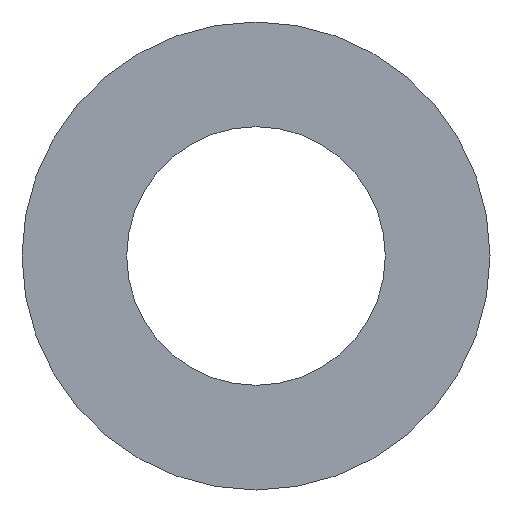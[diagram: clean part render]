
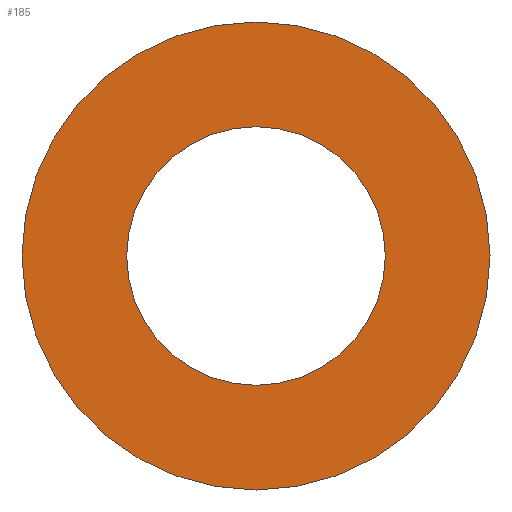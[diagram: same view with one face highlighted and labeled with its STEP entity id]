
A CAD part, front view. The second image highlights one B-rep face of the part: STEP entity #185.
In plain terms, the highlighted planar face has unit normal (0, -1, 0).
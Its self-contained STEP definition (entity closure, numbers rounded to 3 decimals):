
#2 = AXIS2_PLACEMENT_3D ( 'NONE', #174, #40, #139 ) ;
#22 = AXIS2_PLACEMENT_3D ( 'NONE', #35, #76, #136 ) ;
#24 = CARTESIAN_POINT ( 'NONE',  ( 0., 0., -21. ) ) ;
#27 = ORIENTED_EDGE ( 'NONE', *, *, #199, .F. ) ;
#34 = CARTESIAN_POINT ( 'NONE',  ( 0., 0., 0. ) ) ;
#35 = CARTESIAN_POINT ( 'NONE',  ( 0., 0., 0. ) ) ;
#40 = DIRECTION ( 'NONE',  ( 0., 1., 0. ) ) ;
#42 = EDGE_CURVE ( 'NONE', #88, #114, #183, .T. ) ;
#47 = CIRCLE ( 'NONE', #2, 38. ) ;
#52 = CARTESIAN_POINT ( 'NONE',  ( 0., 0., 0. ) ) ;
#54 = EDGE_LOOP ( 'NONE', ( #131, #196 ) ) ;
#58 = CIRCLE ( 'NONE', #22, 21. ) ;
#59 = CARTESIAN_POINT ( 'NONE',  ( 0., 0., 38. ) ) ;
#75 = DIRECTION ( 'NONE',  ( 0., 1., 0. ) ) ;
#76 = DIRECTION ( 'NONE',  ( 0., 1., 0. ) ) ;
#81 = AXIS2_PLACEMENT_3D ( 'NONE', #52, #194, #143 ) ;
#87 = DIRECTION ( 'NONE',  ( 0., 0., 1. ) ) ;
#88 = VERTEX_POINT ( 'NONE', #186 ) ;
#99 = EDGE_CURVE ( 'NONE', #181, #116, #58, .T. ) ;
#109 = DIRECTION ( 'NONE',  ( 0., 0., 1. ) ) ;
#114 = VERTEX_POINT ( 'NONE', #59 ) ;
#116 = VERTEX_POINT ( 'NONE', #24 ) ;
#124 = FACE_BOUND ( 'NONE', #54, .T. ) ;
#131 = ORIENTED_EDGE ( 'NONE', *, *, #162, .T. ) ;
#132 = CARTESIAN_POINT ( 'NONE',  ( 0., 0., 21. ) ) ;
#136 = DIRECTION ( 'NONE',  ( 0., 0., 1. ) ) ;
#139 = DIRECTION ( 'NONE',  ( 0., 0., 1. ) ) ;
#140 = CIRCLE ( 'NONE', #153, 21. ) ;
#143 = DIRECTION ( 'NONE',  ( 0., 0., 1. ) ) ;
#146 = EDGE_LOOP ( 'NONE', ( #177, #27 ) ) ;
#153 = AXIS2_PLACEMENT_3D ( 'NONE', #159, #155, #87 ) ;
#155 = DIRECTION ( 'NONE',  ( 0., 1., 0. ) ) ;
#158 = FACE_OUTER_BOUND ( 'NONE', #146, .T. ) ;
#159 = CARTESIAN_POINT ( 'NONE',  ( 0., 0., 0. ) ) ;
#162 = EDGE_CURVE ( 'NONE', #116, #181, #140, .T. ) ;
#167 = AXIS2_PLACEMENT_3D ( 'NONE', #34, #75, #109 ) ;
#174 = CARTESIAN_POINT ( 'NONE',  ( 0., 0., 0. ) ) ;
#177 = ORIENTED_EDGE ( 'NONE', *, *, #42, .F. ) ;
#181 = VERTEX_POINT ( 'NONE', #132 ) ;
#183 = CIRCLE ( 'NONE', #167, 38. ) ;
#185 = ADVANCED_FACE ( 'NONE', ( #158, #124 ), #193, .F. ) ;
#186 = CARTESIAN_POINT ( 'NONE',  ( 0., 0., -38. ) ) ;
#193 = PLANE ( 'NONE',  #81 ) ;
#194 = DIRECTION ( 'NONE',  ( 0., 1., 0. ) ) ;
#196 = ORIENTED_EDGE ( 'NONE', *, *, #99, .T. ) ;
#199 = EDGE_CURVE ( 'NONE', #114, #88, #47, .T. ) ;
